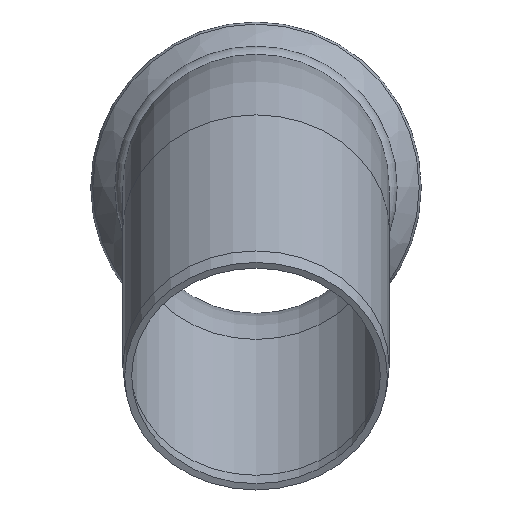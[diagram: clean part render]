
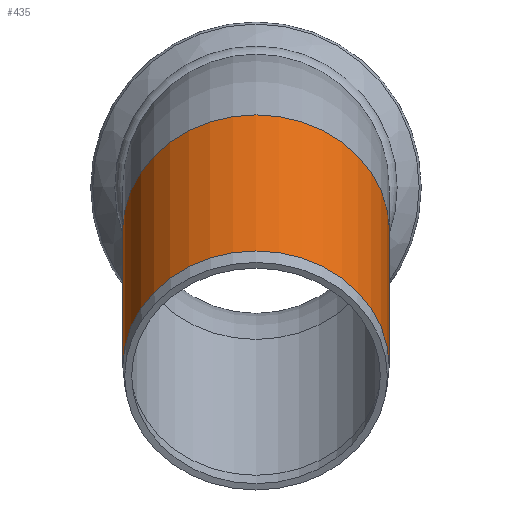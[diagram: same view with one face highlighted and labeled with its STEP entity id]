
A CAD part, left-side view. The second image highlights one B-rep face of the part: STEP entity #435.
In plain terms, the highlighted cylindrical face has radius 38.05 mm (diameter 76.1 mm), a full revolution.
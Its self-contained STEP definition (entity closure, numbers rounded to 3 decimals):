
#29=LINE('',#792,#41);
#41=VECTOR('',#596,38.05);
#53=CYLINDRICAL_SURFACE('',#490,38.05);
#63=FACE_OUTER_BOUND('',#84,.T.);
#84=EDGE_LOOP('',(#308,#309,#310,#311,#312,#313));
#118=CIRCLE('',#491,38.05);
#119=CIRCLE('',#492,38.05);
#120=CIRCLE('',#493,38.05);
#121=CIRCLE('',#494,38.05);
#176=VERTEX_POINT('',#787);
#177=VERTEX_POINT('',#788);
#178=VERTEX_POINT('',#791);
#179=VERTEX_POINT('',#793);
#231=EDGE_CURVE('',#176,#177,#118,.T.);
#232=EDGE_CURVE('',#177,#176,#119,.T.);
#233=EDGE_CURVE('',#177,#178,#29,.T.);
#234=EDGE_CURVE('',#179,#178,#120,.T.);
#235=EDGE_CURVE('',#178,#179,#121,.T.);
#308=ORIENTED_EDGE('',*,*,#231,.F.);
#309=ORIENTED_EDGE('',*,*,#232,.F.);
#310=ORIENTED_EDGE('',*,*,#233,.T.);
#311=ORIENTED_EDGE('',*,*,#234,.F.);
#312=ORIENTED_EDGE('',*,*,#235,.F.);
#313=ORIENTED_EDGE('',*,*,#233,.F.);
#435=ADVANCED_FACE('',(#63),#53,.T.);
#490=AXIS2_PLACEMENT_3D('',#786,#590,#591);
#491=AXIS2_PLACEMENT_3D('',#789,#592,#593);
#492=AXIS2_PLACEMENT_3D('',#790,#594,#595);
#493=AXIS2_PLACEMENT_3D('',#794,#597,#598);
#494=AXIS2_PLACEMENT_3D('',#795,#599,#600);
#590=DIRECTION('center_axis',(-0.866,0.,-0.5));
#591=DIRECTION('ref_axis',(-0.5,0.,0.866));
#592=DIRECTION('center_axis',(-0.866,0.,-0.5));
#593=DIRECTION('ref_axis',(0.5,0.,-0.866));
#594=DIRECTION('center_axis',(-0.866,0.,-0.5));
#595=DIRECTION('ref_axis',(0.5,0.,-0.866));
#596=DIRECTION('',(0.866,0.,0.5));
#597=DIRECTION('center_axis',(0.866,0.,0.5));
#598=DIRECTION('ref_axis',(-0.5,0.,0.866));
#599=DIRECTION('center_axis',(0.866,0.,0.5));
#600=DIRECTION('ref_axis',(-0.5,0.,0.866));
#786=CARTESIAN_POINT('Origin',(-154.907,0.,-31.701));
#787=CARTESIAN_POINT('',(-207.606,0.,-18.19));
#788=CARTESIAN_POINT('',(-169.556,0.,-84.095));
#789=CARTESIAN_POINT('Origin',(-188.581,0.,-51.142));
#790=CARTESIAN_POINT('Origin',(-188.581,0.,-51.142));
#791=CARTESIAN_POINT('',(-102.208,0.,-45.211));
#792=CARTESIAN_POINT('',(-135.882,0.,-64.653));
#793=CARTESIAN_POINT('',(-121.233,-38.05,-12.259));
#794=CARTESIAN_POINT('Origin',(-121.233,0.,-12.259));
#795=CARTESIAN_POINT('Origin',(-121.233,0.,-12.259));
